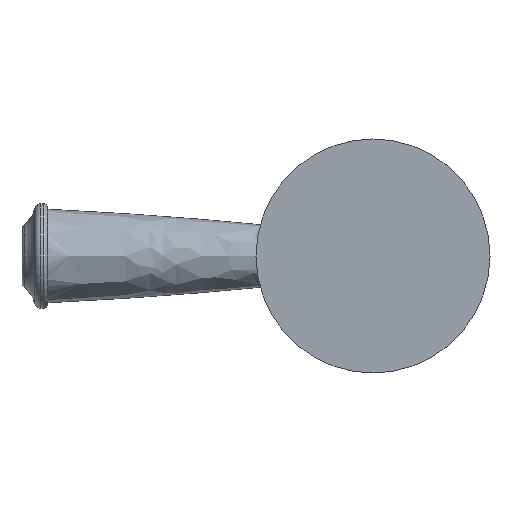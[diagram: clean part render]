
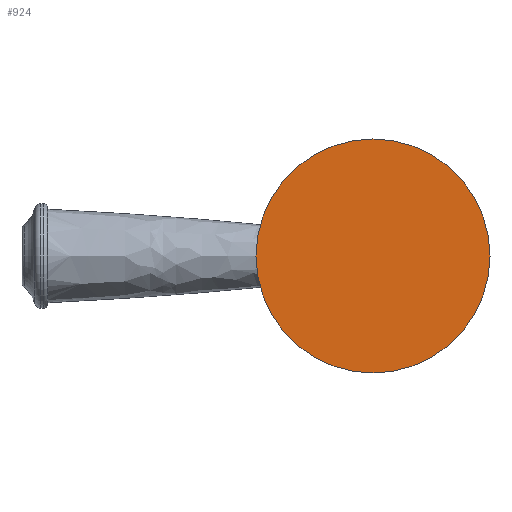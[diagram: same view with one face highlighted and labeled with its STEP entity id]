
A CAD part, front view. The second image highlights one B-rep face of the part: STEP entity #924.
In plain terms, the highlighted planar face has unit normal (0, -1, 0).
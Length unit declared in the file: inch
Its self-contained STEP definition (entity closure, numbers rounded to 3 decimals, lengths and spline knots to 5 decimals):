
#7=CARTESIAN_POINT('',(0.,0.,0.));
#8=DIRECTION('',(0.,-1.,0.));
#9=DIRECTION('',(0.,0.,-1.));
#10=AXIS2_PLACEMENT_3D('',#7,#8,#9);
#61=CARTESIAN_POINT('',(0.,0.,0.));
#62=DIRECTION('',(0.,1.,0.));
#63=DIRECTION('',(0.,0.,-1.));
#64=AXIS2_PLACEMENT_3D('',#61,#62,#63);
#739=CARTESIAN_POINT('',(0.,0.,-1.1));
#740=CARTESIAN_POINT('',(0.,0.,1.1));
#741=VERTEX_POINT('',#739);
#742=VERTEX_POINT('',#740);
#913=CARTESIAN_POINT('',(0.,0.,0.));
#914=DIRECTION('',(0.,-1.,0.));
#915=DIRECTION('',(0.,0.,1.));
#916=AXIS2_PLACEMENT_3D('',#913,#914,#915);
#917=PLANE('',#916);
#919=ORIENTED_EDGE('',*,*,#918,.F.);
#921=ORIENTED_EDGE('',*,*,#920,.T.);
#922=EDGE_LOOP('',(#919,#921));
#923=FACE_OUTER_BOUND('',#922,.F.);
#924=ADVANCED_FACE('',(#923),#917,.T.);
#11=CIRCLE('',#10,1.1);
#65=CIRCLE('',#64,1.1);
#918=EDGE_CURVE('',#741,#742,#11,.T.);
#920=EDGE_CURVE('',#741,#742,#65,.T.);
